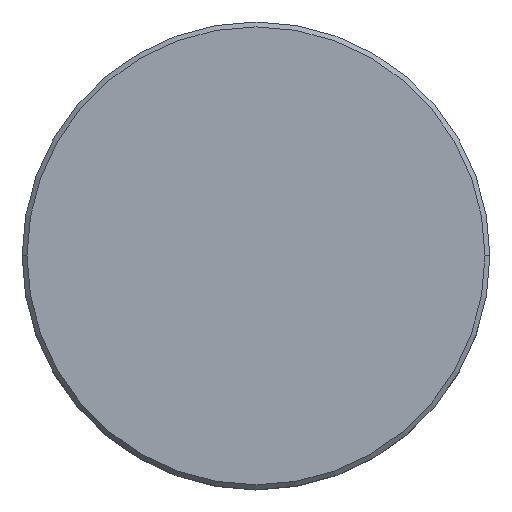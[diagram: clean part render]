
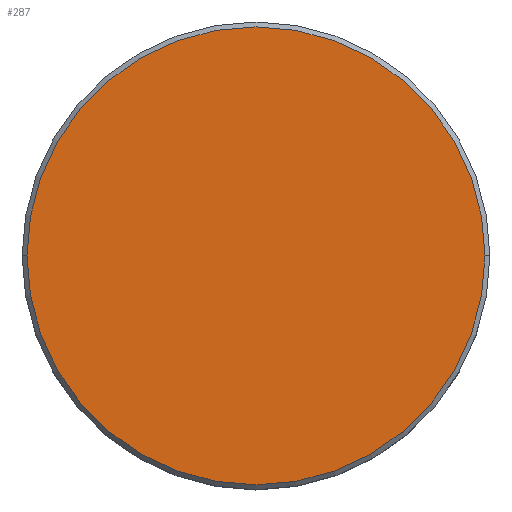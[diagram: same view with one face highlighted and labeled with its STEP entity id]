
A CAD part, top view. The second image highlights one B-rep face of the part: STEP entity #287.
In plain terms, the highlighted planar face has unit normal (0, 0, 1).
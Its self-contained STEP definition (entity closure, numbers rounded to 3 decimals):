
#34 = VERTEX_POINT ( 'NONE', #374 ) ;
#46 = AXIS2_PLACEMENT_3D ( 'NONE', #99, #277, #101 ) ;
#49 = CARTESIAN_POINT ( 'NONE',  ( 0., 0., 0. ) ) ;
#95 = DIRECTION ( 'NONE',  ( 1., 0., 0. ) ) ;
#99 = CARTESIAN_POINT ( 'NONE',  ( 0., 0., 0. ) ) ;
#101 = DIRECTION ( 'NONE',  ( 1., 0., 0. ) ) ;
#136 = CARTESIAN_POINT ( 'NONE',  ( 23.5, 0., 0. ) ) ;
#142 = CARTESIAN_POINT ( 'NONE',  ( 0., 0., 0. ) ) ;
#180 = DIRECTION ( 'NONE',  ( 1., 0., 0. ) ) ;
#224 = AXIS2_PLACEMENT_3D ( 'NONE', #142, #249, #180 ) ;
#230 = EDGE_CURVE ( 'NONE', #34, #324, #442, .T. ) ;
#245 = EDGE_LOOP ( 'NONE', ( #271, #247 ) ) ;
#247 = ORIENTED_EDGE ( 'NONE', *, *, #328, .T. ) ;
#249 = DIRECTION ( 'NONE',  ( 0., 0., 1. ) ) ;
#259 = AXIS2_PLACEMENT_3D ( 'NONE', #49, #435, #95 ) ;
#271 = ORIENTED_EDGE ( 'NONE', *, *, #230, .T. ) ;
#277 = DIRECTION ( 'NONE',  ( 0., 0., 1. ) ) ;
#287 = ADVANCED_FACE ( 'NONE', ( #439 ), #445, .T. ) ;
#324 = VERTEX_POINT ( 'NONE', #136 ) ;
#328 = EDGE_CURVE ( 'NONE', #324, #34, #354, .T. ) ;
#354 = CIRCLE ( 'NONE', #224, 23.5 ) ;
#374 = CARTESIAN_POINT ( 'NONE',  ( -23.5, 0., 0. ) ) ;
#435 = DIRECTION ( 'NONE',  ( 0., 0., 1. ) ) ;
#439 = FACE_OUTER_BOUND ( 'NONE', #245, .T. ) ;
#442 = CIRCLE ( 'NONE', #259, 23.5 ) ;
#445 = PLANE ( 'NONE',  #46 ) ;
